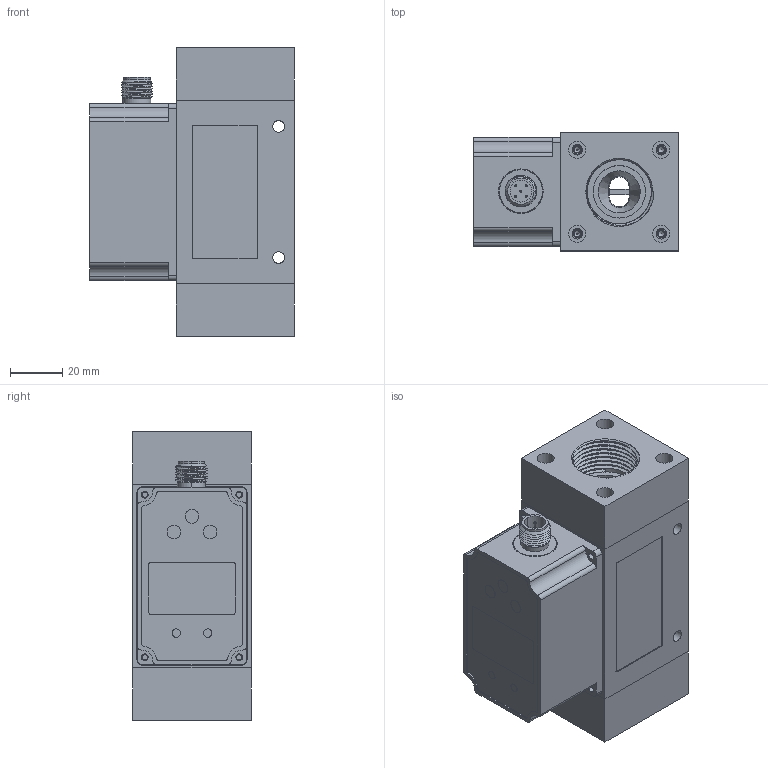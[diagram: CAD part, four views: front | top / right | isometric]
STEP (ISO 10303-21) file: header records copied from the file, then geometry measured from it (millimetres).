
FILE_DESCRIPTION(/* description */ (''),/* implementation_level */ '2;1');
FILE_NAME(/* name */ 'FTS500-040BG34K-口径DN40-G34内螺纹.stp',/* time_stamp */ '2022-09-20T10:07:21+08:00',/* author */ (''),/* organization */ (''),/* preprocessor_version */ 'ST-DEVELOPER v16',/* originating_system */ 'SIEMENS PLM Software NX 10.0',/* authorisation */ '');
FILE_SCHEMA (('CONFIG_CONTROL_DESIGN'));
Length unit declared in the file: millimetre
Products named in the file (1): FTS500-40B_stp
Bounding box: 78 x 45 x 110 mm (x, y, z)
Volume: 165612 mm3; surface area: 80253.1 mm2
Topology: 5 solids, 5 shells, 914 faces, 2436 edges, 1613 vertices
Faces by surface type: plane 492, cylinder 244, cone 140, bspline 20, sphere 10, torus 8
Full cylindrical faces by diameter (mm): 1.5 x4, 1.6 x4, 2 x2, 2.05 x3, 2.3 x1, 2.35 x8, 3.2 x4, 3.25 x4, 4 x8, 4.491 x4, 5.2 x6, 6.5 x16, 20 x2
Entity records: 32288 total; most frequent: CARTESIAN_POINT 10139, DIRECTION 4519, ORIENTED_EDGE 4416, EDGE_CURVE 2208, AXIS2_PLACEMENT_3D 1603, VERTEX_POINT 1550, LINE 1313, VECTOR 1313
